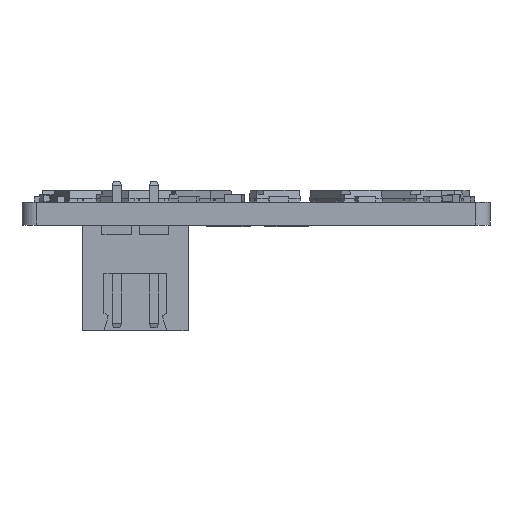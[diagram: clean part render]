
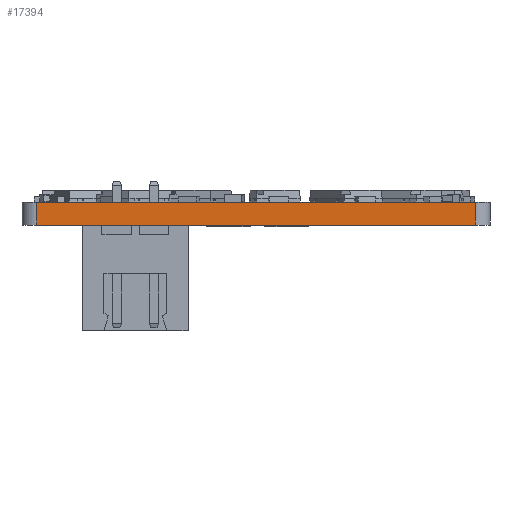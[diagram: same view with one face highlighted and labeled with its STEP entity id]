
A CAD part, left-side view. The second image highlights one B-rep face of the part: STEP entity #17394.
In plain terms, the highlighted planar face has unit normal (-1, 0, 0).
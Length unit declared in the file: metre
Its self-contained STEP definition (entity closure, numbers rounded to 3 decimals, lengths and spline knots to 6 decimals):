
#5091=ORIENTED_EDGE('',*,*,#7489,.T.);
#5092=ORIENTED_EDGE('',*,*,#7521,.T.);
#5093=ORIENTED_EDGE('',*,*,#7512,.F.);
#5094=ORIENTED_EDGE('',*,*,#7519,.F.);
#7489=EDGE_CURVE('',#9001,#9007,#11280,.T.);
#7512=EDGE_CURVE('',#9030,#9031,#11281,.T.);
#7519=EDGE_CURVE('',#9001,#9030,#11285,.T.);
#7521=EDGE_CURVE('',#9007,#9031,#11287,.T.);
#9001=VERTEX_POINT('',#33852);
#9007=VERTEX_POINT('',#33864);
#9030=VERTEX_POINT('',#33911);
#9031=VERTEX_POINT('',#33913);
#11280=LINE('',#33865,#13536);
#11281=LINE('',#33912,#13537);
#11285=LINE('',#33926,#13541);
#11287=LINE('',#33929,#13543);
#13536=VECTOR('',#24017,1.);
#13537=VECTOR('',#24064,1.);
#13541=VECTOR('',#24076,1.);
#13543=VECTOR('',#24080,1.);
#14522=EDGE_LOOP('',(#5091,#5092,#5093,#5094));
#15544=FACE_BOUND('',#14522,.T.);
#16476=PLANE('',#19884);
#17394=ADVANCED_FACE('',(#15544),#16476,.T.);
#19884=AXIS2_PLACEMENT_3D('',#33928,#24078,#24079);
#24017=DIRECTION('',(0.,-1.,0.));
#24064=DIRECTION('',(0.,-1.,0.));
#24076=DIRECTION('',(0.,0.,1.));
#24078=DIRECTION('',(-1.,0.,0.));
#24079=DIRECTION('',(0.,-1.,0.));
#24080=DIRECTION('',(0.,0.,1.));
#33852=CARTESIAN_POINT('',(-0.016,0.015,0.));
#33864=CARTESIAN_POINT('',(-0.016,-0.015,0.));
#33865=CARTESIAN_POINT('',(-0.016,0.015,0.));
#33911=CARTESIAN_POINT('',(-0.016,0.015,0.00157));
#33912=CARTESIAN_POINT('',(-0.016,0.015,0.00157));
#33913=CARTESIAN_POINT('',(-0.016,-0.015,0.00157));
#33926=CARTESIAN_POINT('',(-0.016,0.015,0.));
#33928=CARTESIAN_POINT('',(-0.016,0.015,0.));
#33929=CARTESIAN_POINT('',(-0.016,-0.015,0.));
